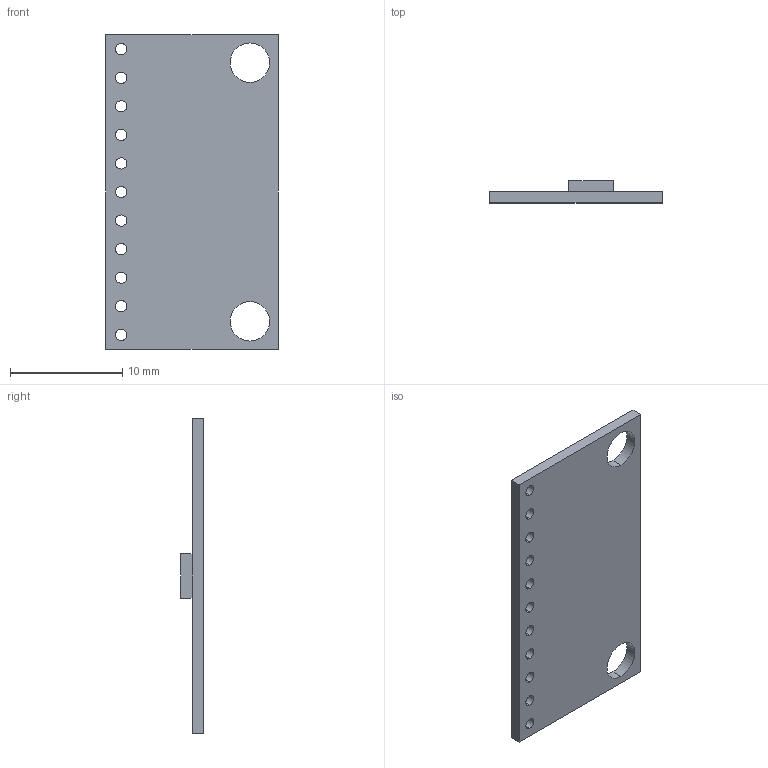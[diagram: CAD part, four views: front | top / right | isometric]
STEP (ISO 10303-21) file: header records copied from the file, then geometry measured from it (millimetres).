
FILE_DESCRIPTION (( 'STEP AP214' ), '1' );
FILE_NAME ('MPU-9150.STEP', '2015-03-12T09:45:39', ( '' ), ( '' ), 'SwSTEP 2.0', 'SolidWorks 2014', '' );
FILE_SCHEMA (( 'AUTOMOTIVE_DESIGN' ));
Length unit declared in the file: millimetre
Products named in the file (1): MPU-9150
Bounding box: 15.3 x 2 x 28 mm (x, y, z)
Volume: 416.5 mm3; surface area: 960.2 mm2
Topology: 1 solids, 1 shells, 37 faces, 102 edges, 68 vertices
Faces by surface type: cylinder 26, plane 11
Entity records: 1349 total; most frequent: DIRECTION 230, CARTESIAN_POINT 208, ORIENTED_EDGE 204, EDGE_CURVE 102, AXIS2_PLACEMENT_3D 90, VERTEX_POINT 68, EDGE_LOOP 64, CIRCLE 52
